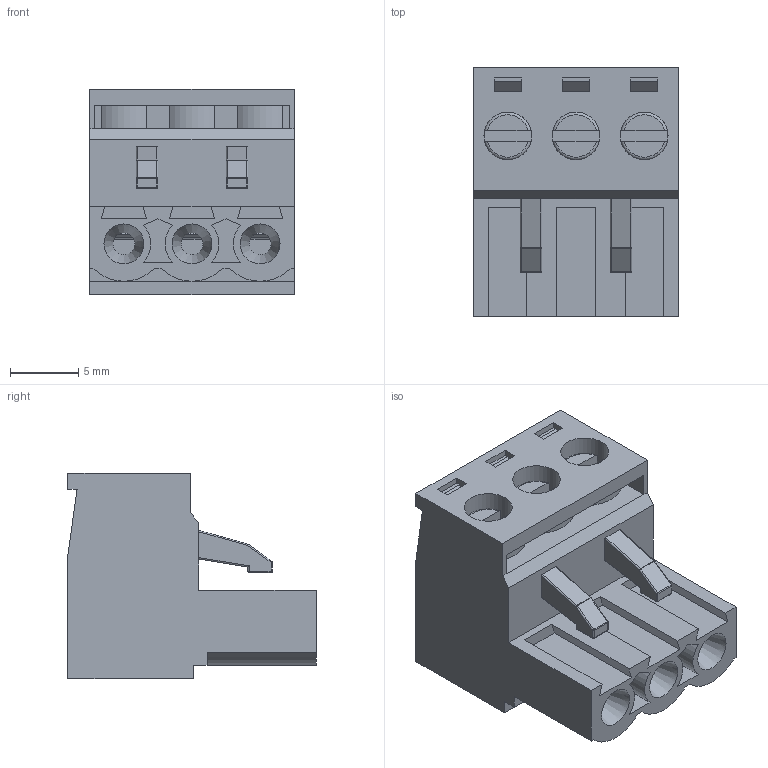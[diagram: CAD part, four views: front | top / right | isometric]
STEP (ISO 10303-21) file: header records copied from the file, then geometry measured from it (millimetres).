
FILE_DESCRIPTION( ( 'Unknown' ), '1' );
FILE_NAME( '691352710003.stp', 'Unknown', ( 'Unknown' ), ( 'Unknown' ), 'PSStep 14.0', 'Unknown', ' ' );
FILE_SCHEMA( ( 'AUTOMOTIVE_DESIGN { 1 0 10303 214 1 1 1 1 }' ) );
Length unit declared in the file: millimetre
Products named in the file (6): Assem1; 6913527100xx_PIN; 6913527100xxCAGE; 6913527100xx_VIS; 691352710003; 691352710003_COFFRE
Assembly tree (11 placements, depth 2):
  Assem1
    6913527100xx_PIN  x3
    6913527100xxCAGE  x3
    6913527100xx_VIS  x3
    691352710003
    691352710003_COFFRE
Bounding box: 15 x 18.2 x 15.1 mm (x, y, z)
Volume: 1719.1 mm3; surface area: 4691 mm2
Topology: 11 solids, 11 shells, 676 faces, 1839 edges, 1190 vertices
Faces by surface type: plane 453, cylinder 189, sphere 16, cone 12, torus 6
Full cylindrical faces by diameter (mm): 2.7 x6, 3.5 x6
Entity records: 16843 total; most frequent: CARTESIAN_POINT 2359, ORIENTED_EDGE 2266, DIRECTION 2209, EDGE_CURVE 1133, LINE 925, VECTOR 925, VERTEX_POINT 740, AXIS2_PLACEMENT_3D 642
